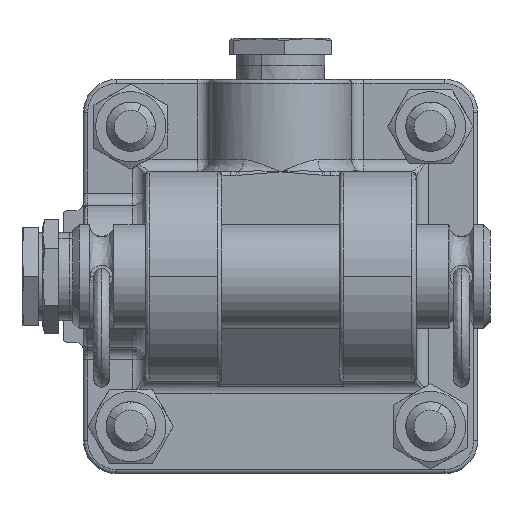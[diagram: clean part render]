
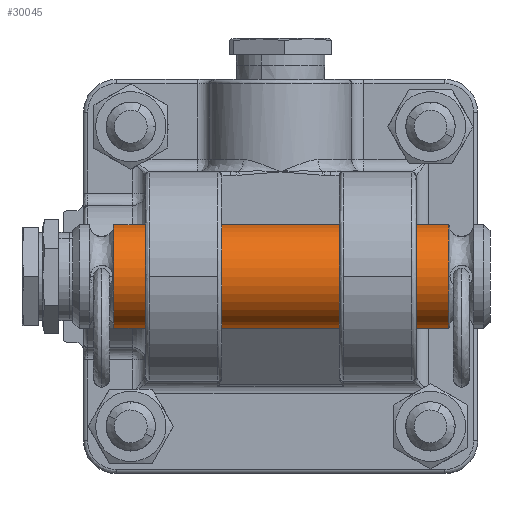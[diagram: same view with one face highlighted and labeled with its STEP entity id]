
A CAD part, left-side view. The second image highlights one B-rep face of the part: STEP entity #30045.
In plain terms, the highlighted cylindrical face has radius 12.65 mm (diameter 25.3 mm), a partial arc.
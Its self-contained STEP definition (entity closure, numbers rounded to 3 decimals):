
#1442 = DIRECTION ( 'NONE',  ( -1., 0., 0. ) ) ;
#1900 = CIRCLE ( 'NONE', #15225, 12.65 ) ;
#3821 = DIRECTION ( 'NONE',  ( 1., 0., 0. ) ) ;
#4126 = VERTEX_POINT ( 'NONE', #8164 ) ;
#4185 = AXIS2_PLACEMENT_3D ( 'NONE', #18589, #35322, #25812 ) ;
#4916 = LINE ( 'NONE', #23141, #17272 ) ;
#5257 = EDGE_LOOP ( 'NONE', ( #41363, #26556, #34014, #15731, #41134, #8034 ) ) ;
#6860 = CIRCLE ( 'NONE', #25402, 12.65 ) ;
#8034 = ORIENTED_EDGE ( 'NONE', *, *, #15746, .T. ) ;
#8164 = CARTESIAN_POINT ( 'NONE',  ( 91.6, 0., -12.65 ) ) ;
#8286 = EDGE_CURVE ( 'NONE', #4126, #40780, #10618, .T. ) ;
#8430 = CARTESIAN_POINT ( 'NONE',  ( 91.6, 0., 0. ) ) ;
#9353 = DIRECTION ( 'NONE',  ( 1., 0., 0. ) ) ;
#10618 = CIRCLE ( 'NONE', #26913, 12.65 ) ;
#11831 = CARTESIAN_POINT ( 'NONE',  ( 10., -12.65, 0. ) ) ;
#12962 = CARTESIAN_POINT ( 'NONE',  ( 10., 0., -12.65 ) ) ;
#14646 = LINE ( 'NONE', #12962, #38361 ) ;
#15225 = AXIS2_PLACEMENT_3D ( 'NONE', #23006, #29360, #32846 ) ;
#15731 = ORIENTED_EDGE ( 'NONE', *, *, #20274, .T. ) ;
#15746 = EDGE_CURVE ( 'NONE', #40780, #37857, #6860, .T. ) ;
#16203 = DIRECTION ( 'NONE',  ( 0., 0., -1. ) ) ;
#17272 = VECTOR ( 'NONE', #9353, 1000. ) ;
#18004 = VERTEX_POINT ( 'NONE', #11831 ) ;
#18093 = FACE_OUTER_BOUND ( 'NONE', #5257, .T. ) ;
#18186 = EDGE_CURVE ( 'NONE', #25852, #18004, #20682, .T. ) ;
#18589 = CARTESIAN_POINT ( 'NONE',  ( 10., 0., 0. ) ) ;
#20274 = EDGE_CURVE ( 'NONE', #42320, #4126, #14646, .T. ) ;
#20682 = CIRCLE ( 'NONE', #4185, 12.65 ) ;
#23006 = CARTESIAN_POINT ( 'NONE',  ( 10., 0., 0. ) ) ;
#23141 = CARTESIAN_POINT ( 'NONE',  ( 10., 0., 12.65 ) ) ;
#24864 = EDGE_CURVE ( 'NONE', #25852, #37857, #4916, .T. ) ;
#25402 = AXIS2_PLACEMENT_3D ( 'NONE', #42039, #35932, #16203 ) ;
#25812 = DIRECTION ( 'NONE',  ( 0., 0., -1. ) ) ;
#25852 = VERTEX_POINT ( 'NONE', #38545 ) ;
#26556 = ORIENTED_EDGE ( 'NONE', *, *, #18186, .T. ) ;
#26913 = AXIS2_PLACEMENT_3D ( 'NONE', #8430, #1442, #34491 ) ;
#27792 = EDGE_CURVE ( 'NONE', #18004, #42320, #1900, .T. ) ;
#27851 = CYLINDRICAL_SURFACE ( 'NONE', #37679, 12.65 ) ;
#29360 = DIRECTION ( 'NONE',  ( 1., 0., 0. ) ) ;
#29783 = DIRECTION ( 'NONE',  ( 1., 0., 0. ) ) ;
#30045 = ADVANCED_FACE ( 'NONE', ( #18093 ), #27851, .T. ) ;
#32846 = DIRECTION ( 'NONE',  ( 0., 0., -1. ) ) ;
#32952 = CARTESIAN_POINT ( 'NONE',  ( 91.6, 0., 12.65 ) ) ;
#33683 = DIRECTION ( 'NONE',  ( 0., 0., -1. ) ) ;
#34014 = ORIENTED_EDGE ( 'NONE', *, *, #27792, .T. ) ;
#34491 = DIRECTION ( 'NONE',  ( 0., 0., -1. ) ) ;
#35322 = DIRECTION ( 'NONE',  ( 1., 0., 0. ) ) ;
#35932 = DIRECTION ( 'NONE',  ( -1., 0., 0. ) ) ;
#37553 = CARTESIAN_POINT ( 'NONE',  ( 91.6, -12.65, 0. ) ) ;
#37679 = AXIS2_PLACEMENT_3D ( 'NONE', #40342, #3821, #33683 ) ;
#37857 = VERTEX_POINT ( 'NONE', #32952 ) ;
#38361 = VECTOR ( 'NONE', #29783, 1000. ) ;
#38545 = CARTESIAN_POINT ( 'NONE',  ( 10., 0., 12.65 ) ) ;
#40342 = CARTESIAN_POINT ( 'NONE',  ( 10., 0., 0. ) ) ;
#40780 = VERTEX_POINT ( 'NONE', #37553 ) ;
#41134 = ORIENTED_EDGE ( 'NONE', *, *, #8286, .T. ) ;
#41312 = CARTESIAN_POINT ( 'NONE',  ( 10., 0., -12.65 ) ) ;
#41363 = ORIENTED_EDGE ( 'NONE', *, *, #24864, .F. ) ;
#42039 = CARTESIAN_POINT ( 'NONE',  ( 91.6, 0., 0. ) ) ;
#42320 = VERTEX_POINT ( 'NONE', #41312 ) ;
